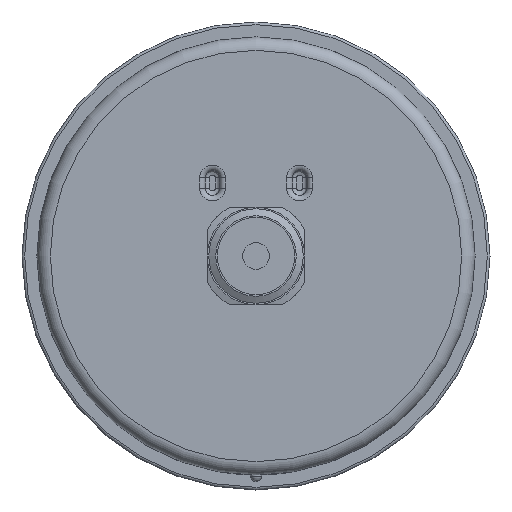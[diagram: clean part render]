
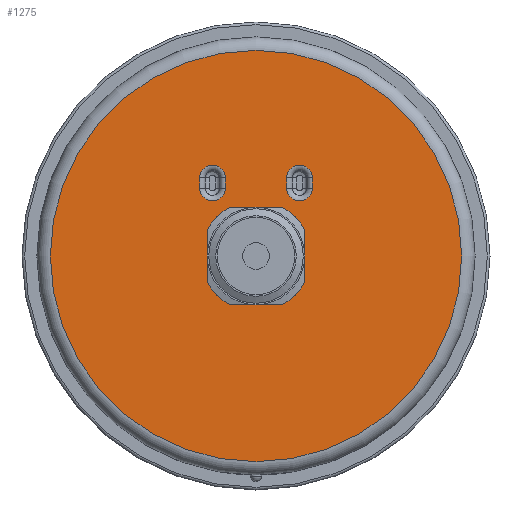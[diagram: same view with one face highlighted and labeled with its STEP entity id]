
A CAD part, front view. The second image highlights one B-rep face of the part: STEP entity #1275.
In plain terms, the highlighted planar face has unit normal (0, -1, 0).
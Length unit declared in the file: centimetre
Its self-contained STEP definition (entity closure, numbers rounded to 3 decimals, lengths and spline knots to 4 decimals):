
#84=LINE('',#2016,#128);
#85=LINE('',#2020,#129);
#86=LINE('',#2024,#130);
#87=LINE('',#2028,#131);
#128=VECTOR('',#1649,0.23);
#129=VECTOR('',#1652,0.23);
#130=VECTOR('',#1655,0.23);
#131=VECTOR('',#1658,0.23);
#229=FACE_BOUND('',#383,.T.);
#230=FACE_BOUND('',#384,.T.);
#231=FACE_BOUND('',#385,.T.);
#273=FACE_OUTER_BOUND('',#382,.T.);
#382=EDGE_LOOP('',(#905));
#383=EDGE_LOOP('',(#906,#907,#908,#909));
#384=EDGE_LOOP('',(#910,#911,#912,#913));
#385=EDGE_LOOP('',(#914));
#467=CIRCLE('',#1374,1.05);
#479=CIRCLE('',#1401,4.65);
#480=CIRCLE('',#1402,0.29);
#481=CIRCLE('',#1403,0.29);
#482=CIRCLE('',#1404,0.29);
#483=CIRCLE('',#1405,0.29);
#559=VERTEX_POINT('',#1970);
#570=VERTEX_POINT('',#2012);
#571=VERTEX_POINT('',#2014);
#572=VERTEX_POINT('',#2015);
#573=VERTEX_POINT('',#2017);
#574=VERTEX_POINT('',#2019);
#575=VERTEX_POINT('',#2022);
#576=VERTEX_POINT('',#2023);
#577=VERTEX_POINT('',#2025);
#578=VERTEX_POINT('',#2027);
#675=EDGE_CURVE('',#559,#559,#467,.T.);
#689=EDGE_CURVE('',#570,#570,#479,.T.);
#690=EDGE_CURVE('',#571,#572,#84,.T.);
#691=EDGE_CURVE('',#573,#571,#480,.T.);
#692=EDGE_CURVE('',#574,#573,#85,.T.);
#693=EDGE_CURVE('',#572,#574,#481,.T.);
#694=EDGE_CURVE('',#575,#576,#86,.T.);
#695=EDGE_CURVE('',#577,#575,#482,.T.);
#696=EDGE_CURVE('',#578,#577,#87,.T.);
#697=EDGE_CURVE('',#576,#578,#483,.T.);
#905=ORIENTED_EDGE('',*,*,#689,.T.);
#906=ORIENTED_EDGE('',*,*,#690,.F.);
#907=ORIENTED_EDGE('',*,*,#691,.F.);
#908=ORIENTED_EDGE('',*,*,#692,.F.);
#909=ORIENTED_EDGE('',*,*,#693,.F.);
#910=ORIENTED_EDGE('',*,*,#694,.F.);
#911=ORIENTED_EDGE('',*,*,#695,.F.);
#912=ORIENTED_EDGE('',*,*,#696,.F.);
#913=ORIENTED_EDGE('',*,*,#697,.F.);
#914=ORIENTED_EDGE('',*,*,#675,.T.);
#1142=PLANE('',#1400);
#1275=ADVANCED_FACE('',(#273,#229,#230,#231),#1142,.T.);
#1374=AXIS2_PLACEMENT_3D('',#1971,#1592,#1593);
#1400=AXIS2_PLACEMENT_3D('',#2011,#1645,#1646);
#1401=AXIS2_PLACEMENT_3D('',#2013,#1647,#1648);
#1402=AXIS2_PLACEMENT_3D('',#2018,#1650,#1651);
#1403=AXIS2_PLACEMENT_3D('',#2021,#1653,#1654);
#1404=AXIS2_PLACEMENT_3D('',#2026,#1656,#1657);
#1405=AXIS2_PLACEMENT_3D('',#2029,#1659,#1660);
#1592=DIRECTION('center_axis',(0.,1.,0.));
#1593=DIRECTION('ref_axis',(-1.,0.,0.));
#1645=DIRECTION('center_axis',(0.,-1.,0.));
#1646=DIRECTION('ref_axis',(0.,0.,-1.));
#1647=DIRECTION('center_axis',(0.,-1.,0.));
#1648=DIRECTION('ref_axis',(1.,0.,0.));
#1649=DIRECTION('',(0.,0.,1.));
#1650=DIRECTION('center_axis',(0.,-1.,0.));
#1651=DIRECTION('ref_axis',(0.,0.,-1.));
#1652=DIRECTION('',(0.,0.,-1.));
#1653=DIRECTION('center_axis',(0.,-1.,0.));
#1654=DIRECTION('ref_axis',(0.,0.,1.));
#1655=DIRECTION('',(0.,0.,-1.));
#1656=DIRECTION('center_axis',(0.,-1.,0.));
#1657=DIRECTION('ref_axis',(0.,0.,1.));
#1658=DIRECTION('',(0.,0.,1.));
#1659=DIRECTION('center_axis',(0.,-1.,0.));
#1660=DIRECTION('ref_axis',(0.,0.,-1.));
#1970=CARTESIAN_POINT('',(1.05,0.,0.));
#1971=CARTESIAN_POINT('Origin',(0.,0.,0.));
#2011=CARTESIAN_POINT('Origin',(2.325,0.,0.));
#2012=CARTESIAN_POINT('',(4.65,0.,0.));
#2013=CARTESIAN_POINT('Origin',(0.,0.,0.));
#2014=CARTESIAN_POINT('',(-0.695,0.,1.535));
#2015=CARTESIAN_POINT('',(-0.695,0.,1.765));
#2016=CARTESIAN_POINT('',(-0.695,0.,0.8825));
#2017=CARTESIAN_POINT('',(-1.275,0.,1.535));
#2018=CARTESIAN_POINT('Origin',(-0.985,0.,1.535));
#2019=CARTESIAN_POINT('',(-1.275,0.,1.765));
#2020=CARTESIAN_POINT('',(-1.275,0.,0.7675));
#2021=CARTESIAN_POINT('Origin',(-0.985,0.,1.765));
#2022=CARTESIAN_POINT('',(0.695,0.,1.765));
#2023=CARTESIAN_POINT('',(0.695,0.,1.535));
#2024=CARTESIAN_POINT('',(0.695,0.,0.8825));
#2025=CARTESIAN_POINT('',(1.275,0.,1.765));
#2026=CARTESIAN_POINT('Origin',(0.985,0.,1.765));
#2027=CARTESIAN_POINT('',(1.275,0.,1.535));
#2028=CARTESIAN_POINT('',(1.275,0.,0.7675));
#2029=CARTESIAN_POINT('Origin',(0.985,0.,1.535));
